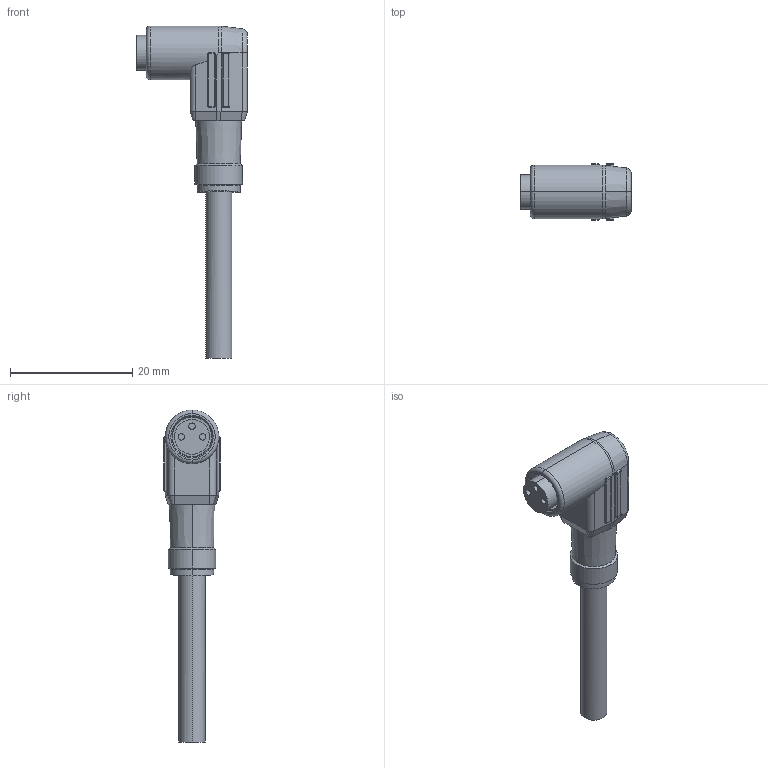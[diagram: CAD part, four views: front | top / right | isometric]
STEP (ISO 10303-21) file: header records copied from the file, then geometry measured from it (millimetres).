
FILE_DESCRIPTION(('STEP AP242'),'1');
FILE_NAME('connector_xzcp0266l10.stp','2021-09-27T14:33:43',('TraceParts'),('TraceParts S.A.'),'Spatial InterOp 3D',' ',' ');
FILE_SCHEMA(('AP242_MANAGED_MODEL_BASED_3D_ENGINEERING_MIM_LF {1 0 10303 442 1 1 4}'));
Length unit declared in the file: millimetre
Products named in the file (1): connector_xzcp0266l10
Bounding box: 18.15 x 9.3 x 54.4 mm (x, y, z)
Volume: 2454.3 mm3; surface area: 1648 mm2
Topology: 1 solids, 1 shells, 141 faces, 325 edges, 176 vertices
Faces by surface type: cylinder 56, plane 42, cone 18, sphere 16, torus 8, bspline 1
Entity records: 5040 total; most frequent: DIRECTION 733, CARTESIAN_POINT 730, ORIENTED_EDGE 618, EDGE_CURVE 309, AXIS2_PLACEMENT_3D 291, VERTEX_POINT 176, LINE 151, VECTOR 151
